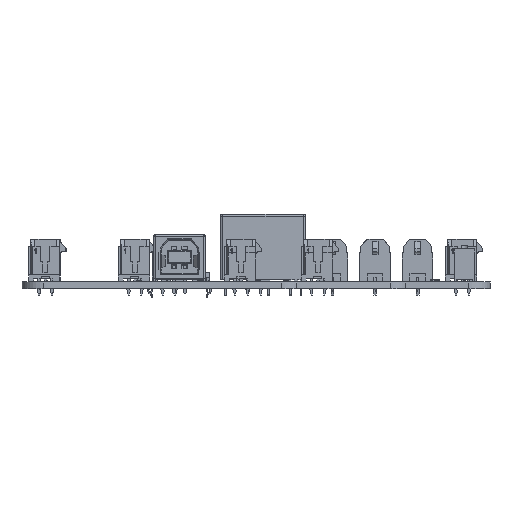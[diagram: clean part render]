
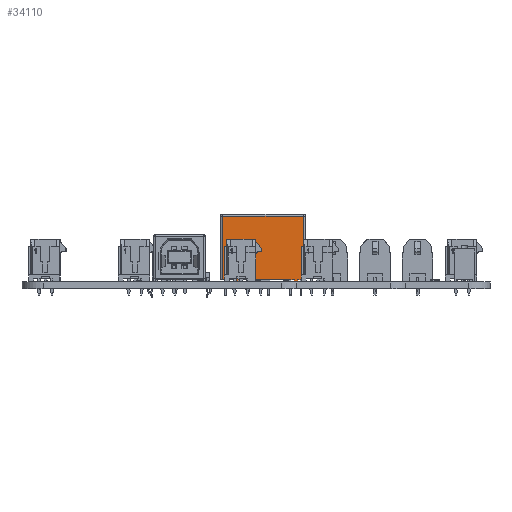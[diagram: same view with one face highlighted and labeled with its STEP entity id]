
A CAD part, front view. The second image highlights one B-rep face of the part: STEP entity #34110.
In plain terms, the highlighted planar face has unit normal (0, -1, 0).
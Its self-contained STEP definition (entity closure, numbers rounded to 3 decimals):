
#33915 = VERTEX_POINT('',#33916);
#33916 = CARTESIAN_POINT('',(-9.5,-5.,15.41));
#33923 = EDGE_CURVE('',#33924,#33915,#33926,.T.);
#33924 = VERTEX_POINT('',#33925);
#33925 = CARTESIAN_POINT('',(9.5,-5.,15.41));
#33926 = LINE('',#33927,#33928);
#33927 = CARTESIAN_POINT('',(10.,-5.,15.41));
#33928 = VECTOR('',#33929,1.);
#33929 = DIRECTION('',(-1.,0.,0.));
#34110 = ADVANCED_FACE('',(#34111),#34200,.T.);
#34111 = FACE_BOUND('',#34112,.T.);
#34112 = EDGE_LOOP('',(#34113,#34123,#34131,#34139,#34147,#34155,#34163,
    #34171,#34179,#34187,#34193,#34194));
#34113 = ORIENTED_EDGE('',*,*,#34114,.T.);
#34114 = EDGE_CURVE('',#34115,#34117,#34119,.T.);
#34115 = VERTEX_POINT('',#34116);
#34116 = CARTESIAN_POINT('',(-9.5,-5.,0.41));
#34117 = VERTEX_POINT('',#34118);
#34118 = CARTESIAN_POINT('',(-6.7,-5.,0.41));
#34119 = LINE('',#34120,#34121);
#34120 = CARTESIAN_POINT('',(-10.,-5.,0.41));
#34121 = VECTOR('',#34122,1.);
#34122 = DIRECTION('',(1.,0.,0.));
#34123 = ORIENTED_EDGE('',*,*,#34124,.T.);
#34124 = EDGE_CURVE('',#34117,#34125,#34127,.T.);
#34125 = VERTEX_POINT('',#34126);
#34126 = CARTESIAN_POINT('',(-6.6,-5.,0.01));
#34127 = LINE('',#34128,#34129);
#34128 = CARTESIAN_POINT('',(-6.7,-5.,0.41));
#34129 = VECTOR('',#34130,1.);
#34130 = DIRECTION('',(0.243,0.,
    -0.97));
#34131 = ORIENTED_EDGE('',*,*,#34132,.T.);
#34132 = EDGE_CURVE('',#34125,#34133,#34135,.T.);
#34133 = VERTEX_POINT('',#34134);
#34134 = CARTESIAN_POINT('',(-5.9,-5.,0.01));
#34135 = LINE('',#34136,#34137);
#34136 = CARTESIAN_POINT('',(-6.6,-5.,0.01));
#34137 = VECTOR('',#34138,1.);
#34138 = DIRECTION('',(1.,0.,0.));
#34139 = ORIENTED_EDGE('',*,*,#34140,.T.);
#34140 = EDGE_CURVE('',#34133,#34141,#34143,.T.);
#34141 = VERTEX_POINT('',#34142);
#34142 = CARTESIAN_POINT('',(-5.8,-5.,0.41));
#34143 = LINE('',#34144,#34145);
#34144 = CARTESIAN_POINT('',(-5.9,-5.,0.01));
#34145 = VECTOR('',#34146,1.);
#34146 = DIRECTION('',(0.243,0.,0.97)
  );
#34147 = ORIENTED_EDGE('',*,*,#34148,.T.);
#34148 = EDGE_CURVE('',#34141,#34149,#34151,.T.);
#34149 = VERTEX_POINT('',#34150);
#34150 = CARTESIAN_POINT('',(7.3,-5.,0.41));
#34151 = LINE('',#34152,#34153);
#34152 = CARTESIAN_POINT('',(-5.8,-5.,0.41));
#34153 = VECTOR('',#34154,1.);
#34154 = DIRECTION('',(1.,0.,0.));
#34155 = ORIENTED_EDGE('',*,*,#34156,.T.);
#34156 = EDGE_CURVE('',#34149,#34157,#34159,.T.);
#34157 = VERTEX_POINT('',#34158);
#34158 = CARTESIAN_POINT('',(7.4,-5.,0.01));
#34159 = LINE('',#34160,#34161);
#34160 = CARTESIAN_POINT('',(7.3,-5.,0.41));
#34161 = VECTOR('',#34162,1.);
#34162 = DIRECTION('',(0.243,0.,
    -0.97));
#34163 = ORIENTED_EDGE('',*,*,#34164,.T.);
#34164 = EDGE_CURVE('',#34157,#34165,#34167,.T.);
#34165 = VERTEX_POINT('',#34166);
#34166 = CARTESIAN_POINT('',(8.1,-5.,0.01));
#34167 = LINE('',#34168,#34169);
#34168 = CARTESIAN_POINT('',(7.4,-5.,0.01));
#34169 = VECTOR('',#34170,1.);
#34170 = DIRECTION('',(1.,0.,0.));
#34171 = ORIENTED_EDGE('',*,*,#34172,.T.);
#34172 = EDGE_CURVE('',#34165,#34173,#34175,.T.);
#34173 = VERTEX_POINT('',#34174);
#34174 = CARTESIAN_POINT('',(8.2,-5.,0.41));
#34175 = LINE('',#34176,#34177);
#34176 = CARTESIAN_POINT('',(8.1,-5.,0.01));
#34177 = VECTOR('',#34178,1.);
#34178 = DIRECTION('',(0.243,0.,0.97)
  );
#34179 = ORIENTED_EDGE('',*,*,#34180,.T.);
#34180 = EDGE_CURVE('',#34173,#34181,#34183,.T.);
#34181 = VERTEX_POINT('',#34182);
#34182 = CARTESIAN_POINT('',(9.5,-5.,0.41));
#34183 = LINE('',#34184,#34185);
#34184 = CARTESIAN_POINT('',(8.2,-5.,0.41));
#34185 = VECTOR('',#34186,1.);
#34186 = DIRECTION('',(1.,0.,0.));
#34187 = ORIENTED_EDGE('',*,*,#34188,.T.);
#34188 = EDGE_CURVE('',#34181,#33924,#34189,.T.);
#34189 = LINE('',#34190,#34191);
#34190 = CARTESIAN_POINT('',(9.5,-5.,0.41));
#34191 = VECTOR('',#34192,1.);
#34192 = DIRECTION('',(0.,0.,1.));
#34193 = ORIENTED_EDGE('',*,*,#33923,.T.);
#34194 = ORIENTED_EDGE('',*,*,#34195,.T.);
#34195 = EDGE_CURVE('',#33915,#34115,#34196,.T.);
#34196 = LINE('',#34197,#34198);
#34197 = CARTESIAN_POINT('',(-9.5,-5.,15.91));
#34198 = VECTOR('',#34199,1.);
#34199 = DIRECTION('',(0.,0.,-1.));
#34200 = PLANE('',#34201);
#34201 = AXIS2_PLACEMENT_3D('',#34202,#34203,#34204);
#34202 = CARTESIAN_POINT('',(0.013,-5.,8.014));
#34203 = DIRECTION('',(0.,-1.,0.));
#34204 = DIRECTION('',(0.,0.,-1.));
